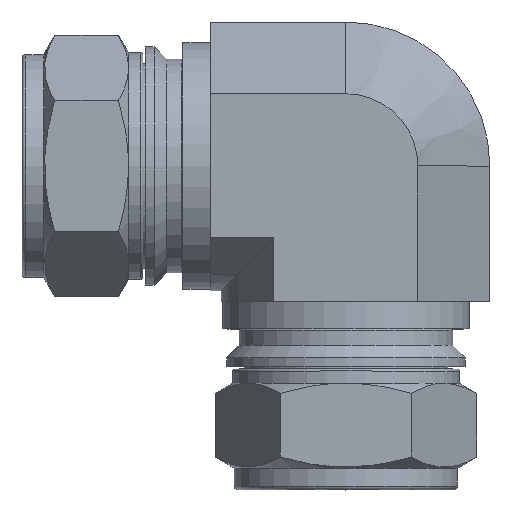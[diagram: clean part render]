
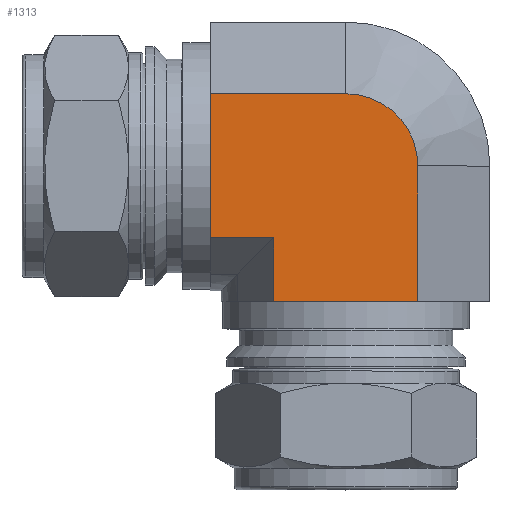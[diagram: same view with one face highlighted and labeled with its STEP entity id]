
A CAD part, top view. The second image highlights one B-rep face of the part: STEP entity #1313.
In plain terms, the highlighted planar face has unit normal (0, 0, 1).
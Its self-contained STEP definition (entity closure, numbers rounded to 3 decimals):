
#129=CIRCLE('',#1492,10.083);
#231=FACE_OUTER_BOUND('',#330,.T.);
#330=EDGE_LOOP('',(#1149,#1150,#1151,#1152,#1153,#1154,#1155));
#388=LINE('',#2296,#464);
#394=LINE('',#2314,#470);
#401=LINE('',#2326,#477);
#402=LINE('',#2331,#478);
#403=LINE('',#2333,#479);
#404=LINE('',#2334,#480);
#464=VECTOR('',#1836,10.);
#470=VECTOR('',#1852,10.);
#477=VECTOR('',#1863,10.);
#478=VECTOR('',#1868,10.);
#479=VECTOR('',#1869,10.);
#480=VECTOR('',#1870,10.);
#618=VERTEX_POINT('',#2290);
#620=VERTEX_POINT('',#2294);
#626=VERTEX_POINT('',#2311);
#627=VERTEX_POINT('',#2313);
#631=VERTEX_POINT('',#2328);
#632=VERTEX_POINT('',#2330);
#633=VERTEX_POINT('',#2332);
#792=EDGE_CURVE('',#618,#620,#388,.T.);
#800=EDGE_CURVE('',#626,#627,#394,.T.);
#807=EDGE_CURVE('',#627,#620,#401,.T.);
#808=EDGE_CURVE('',#631,#626,#129,.T.);
#809=EDGE_CURVE('',#631,#632,#402,.T.);
#810=EDGE_CURVE('',#633,#632,#403,.T.);
#811=EDGE_CURVE('',#618,#633,#404,.T.);
#1149=ORIENTED_EDGE('',*,*,#792,.T.);
#1150=ORIENTED_EDGE('',*,*,#807,.F.);
#1151=ORIENTED_EDGE('',*,*,#800,.F.);
#1152=ORIENTED_EDGE('',*,*,#808,.F.);
#1153=ORIENTED_EDGE('',*,*,#809,.T.);
#1154=ORIENTED_EDGE('',*,*,#810,.F.);
#1155=ORIENTED_EDGE('',*,*,#811,.F.);
#1228=PLANE('',#1491);
#1313=ADVANCED_FACE('',(#231),#1228,.T.);
#1491=AXIS2_PLACEMENT_3D('',#2327,#1864,#1865);
#1492=AXIS2_PLACEMENT_3D('',#2329,#1866,#1867);
#1836=DIRECTION('',(0.,-1.,0.));
#1852=DIRECTION('',(0.,-1.,0.));
#1863=DIRECTION('',(-1.,0.,0.));
#1864=DIRECTION('center_axis',(0.,0.,1.));
#1865=DIRECTION('ref_axis',(0.,1.,0.));
#1866=DIRECTION('center_axis',(0.,0.,
-1.));
#1867=DIRECTION('ref_axis',(0.,1.,0.));
#1868=DIRECTION('',(-1.,0.,0.));
#1869=DIRECTION('',(0.,1.,0.));
#1870=DIRECTION('',(-1.,0.,0.));
#2290=CARTESIAN_POINT('',(-10.083,-10.083,17.465));
#2294=CARTESIAN_POINT('',(-10.083,-19.,17.465));
#2296=CARTESIAN_POINT('',(-10.083,0.,17.465));
#2311=CARTESIAN_POINT('',(10.083,0.,17.465));
#2313=CARTESIAN_POINT('',(10.083,-19.,17.465));
#2314=CARTESIAN_POINT('',(10.083,0.,17.465));
#2326=CARTESIAN_POINT('',(-10.083,-19.,17.465));
#2327=CARTESIAN_POINT('Origin',(0.,-10.083,
17.465));
#2328=CARTESIAN_POINT('',(0.,10.083,17.465));
#2329=CARTESIAN_POINT('Origin',(0.,0.,
17.465));
#2330=CARTESIAN_POINT('',(-19.,10.083,17.465));
#2331=CARTESIAN_POINT('',(0.,10.083,17.465));
#2332=CARTESIAN_POINT('',(-19.,-10.083,17.465));
#2333=CARTESIAN_POINT('',(-19.,10.083,17.465));
#2334=CARTESIAN_POINT('',(0.,-10.083,17.465));
